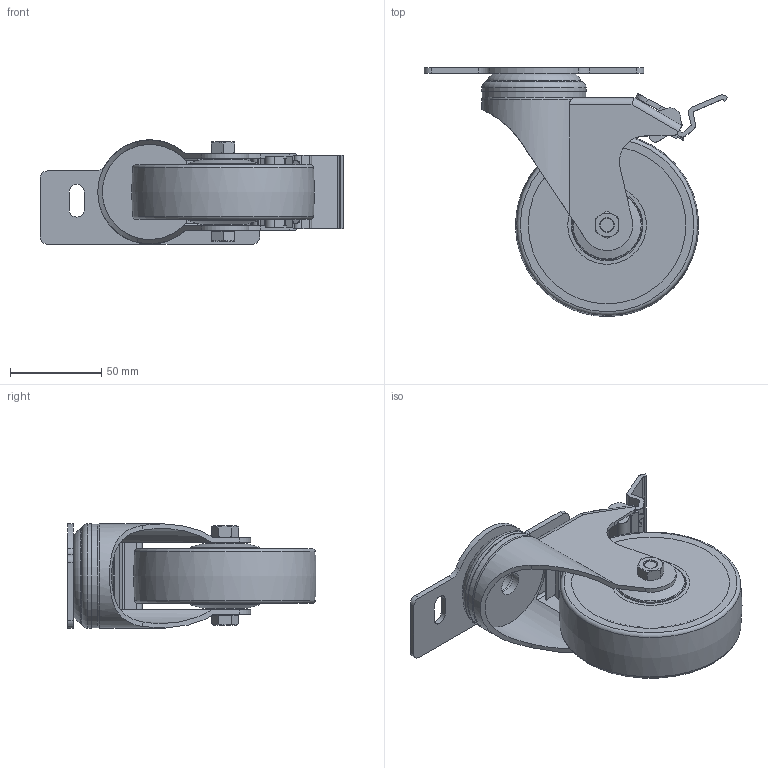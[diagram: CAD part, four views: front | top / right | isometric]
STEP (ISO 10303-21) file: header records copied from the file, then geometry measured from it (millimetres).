
FILE_DESCRIPTION(/* description */ ('STEP AP214'),/* implementation_level */ '2;1');
FILE_NAME(/* name */ '098S100TD4045N',/* time_stamp */ '2022-07-19T14:32:17+02:00',/* author */ ('License CC BY-ND 4.0'),/* organization */ ('CADENAS'),/* preprocessor_version */ 'ST-DEVELOPER v18.102',/* originating_system */ 'PARTsolutions',/* authorisation */ ' ');
FILE_SCHEMA (('AUTOMOTIVE_DESIGN {1 0 10303 214 3 1 1}'));
Length unit declared in the file: millimetre
Products named in the file (7): 098S100TD4045N; 098S100TD4045Nn; 098S100TD4045Ns; 098S100TD4045Np4; 098S100TD4045Np3; 098S100TD4045Np2; 098S100TD4045Np1
Assembly tree (6 placements, depth 2):
  098S100TD4045N
    098S100TD4045Nn
    098S100TD4045Ns
    098S100TD4045Np4
    098S100TD4045Np3
    098S100TD4045Np2
    098S100TD4045Np1
Bounding box: 166 x 135.93 x 57 mm (x, y, z)
Volume: 261845.4 mm3; surface area: 110596 mm2
Topology: 6 solids, 6 shells, 286 faces, 709 edges, 455 vertices
Faces by surface type: plane 145, cylinder 90, cone 31, torus 20
Full cylindrical faces by diameter (mm): 6.647 x1, 8 x2, 8.2 x4, 8.5 x2, 12.5 x2, 13.135 x1, 19.5 x2, 38 x3, 39 x3, 41.545 x1, 52 x1, 56.445 x1, 57 x1
Entity records: 8451 total; most frequent: CARTESIAN_POINT 1589, DIRECTION 1416, ORIENTED_EDGE 1296, EDGE_CURVE 648, AXIS2_PLACEMENT_3D 525, VERTEX_POINT 449, EDGE_LOOP 381, FACE_BOUND 381
